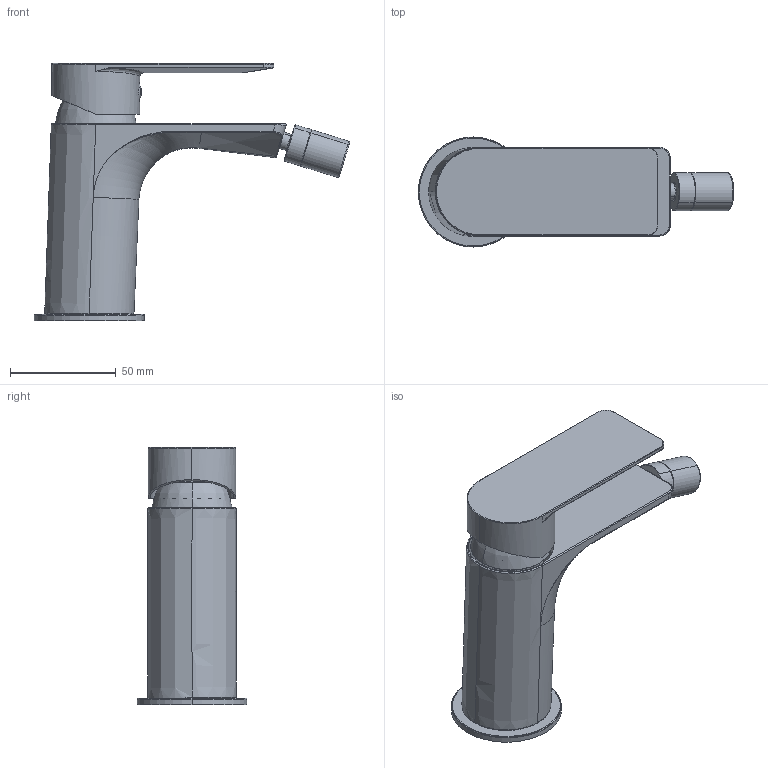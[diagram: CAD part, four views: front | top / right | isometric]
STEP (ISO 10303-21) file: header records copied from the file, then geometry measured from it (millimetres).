
FILE_DESCRIPTION((''),'2;1');
FILE_NAME('ARY0060','2021-04-07T18:02:02',('mirkorogora'),(''),'CREO PARAMETRIC BY PTC INC, 2020281','CREO PARAMETRIC BY PTC INC, 2020281','');
FILE_SCHEMA(('CONFIG_CONTROL_DESIGN'));
Products named in the file (11): TOM1904B93ECPCD_1; TOM1904B93ECPCD_2; TOM1904B93ECPCD_3; TOM1904B93ECPCD_6; DQ211; TOM1904B93ECPCD_7; TOM1904B93ECPCD_8; TOM1904B93ECPCD_9; TOM1904B93ECPCD_11; TOM1904B93ECPCD; ARY0060
Assembly tree (10 placements, depth 3):
  ARY0060
    TOM1904B93ECPCD
      TOM1904B93ECPCD_1
      TOM1904B93ECPCD_2
      TOM1904B93ECPCD_3
      TOM1904B93ECPCD_6
      DQ211
      TOM1904B93ECPCD_7
      TOM1904B93ECPCD_8
      TOM1904B93ECPCD_9
      TOM1904B93ECPCD_11
Bounding box: 149.13 x 52 x 121.5 mm (x, y, z)
Volume: 57352.5 mm3; surface area: 63905.4 mm2
Topology: 9 solids, 9 shells, 869 faces, 2349 edges, 1554 vertices
Faces by surface type: plane 571, cylinder 156, bspline 69, torus 33, cone 30, sphere 5, extrusion 3, revolution 2
Entity records: 46819 total; most frequent: CARTESIAN_POINT 25099, ORIENTED_EDGE 4678, DIRECTION 4126, EDGE_CURVE 2339, VECTOR 1558, LINE 1555, VERTEX_POINT 1550, AXIS2_PLACEMENT_3D 1283
